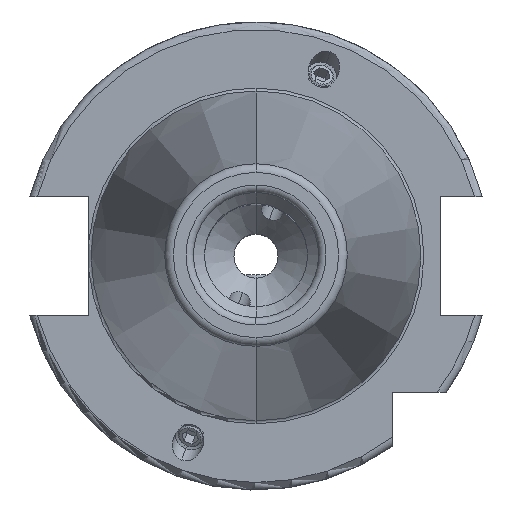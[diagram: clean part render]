
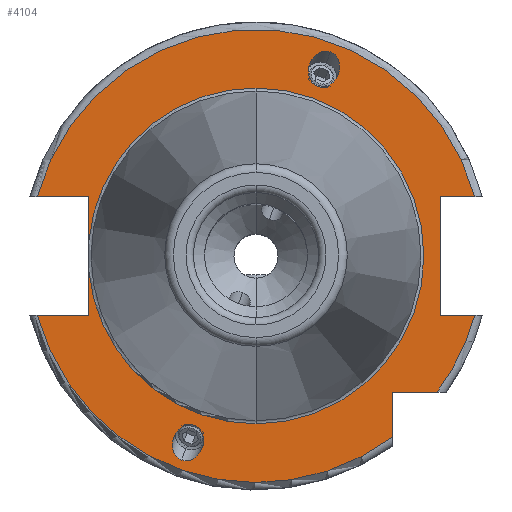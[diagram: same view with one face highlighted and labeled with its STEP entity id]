
A CAD part, top view. The second image highlights one B-rep face of the part: STEP entity #4104.
In plain terms, the highlighted planar face has unit normal (0, 0, 1).
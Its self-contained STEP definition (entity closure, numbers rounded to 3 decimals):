
#968=CARTESIAN_POINT('',(0,0,15.9));
#969=DIRECTION('',(0,0,1));
#970=DIRECTION('',(0.965,0.262,0));
#971=AXIS2_PLACEMENT_3D('',#968,#969,#970);
#1019=CARTESIAN_POINT('',(0,0,15.9));
#1020=DIRECTION('',(0,0,1));
#1021=DIRECTION('',(-0.965,-0.262,0));
#1022=AXIS2_PLACEMENT_3D('',#1019,#1020,#1021);
#1035=DIRECTION('',(1,0,0));
#1036=VECTOR('',#1035,7.004);
#1037=CARTESIAN_POINT('',(-29.704,-8.05,15.9));
#1038=LINE('',#1037,#1036);
#1039=DIRECTION('',(0,1,0));
#1040=VECTOR('',#1039,5.917);
#1041=CARTESIAN_POINT('',(-22.7,-8.05,15.9));
#1042=LINE('',#1041,#1040);
#1043=DIRECTION('',(0,1,0));
#1044=VECTOR('',#1043,5.917);
#1045=CARTESIAN_POINT('',(-22.7,2.133,15.9));
#1046=LINE('',#1045,#1044);
#1047=DIRECTION('',(1,0,0));
#1048=VECTOR('',#1047,7.004);
#1049=CARTESIAN_POINT('',(-29.704,8.05,15.9));
#1050=LINE('',#1049,#1048);
#1051=DIRECTION('',(-1,0,0));
#1052=VECTOR('',#1051,4.704);
#1053=CARTESIAN_POINT('',(29.704,8.05,15.9));
#1054=LINE('',#1053,#1052);
#1055=DIRECTION('',(0,-1,0));
#1056=VECTOR('',#1055,16.1);
#1057=CARTESIAN_POINT('',(25,8.05,15.9));
#1058=LINE('',#1057,#1056);
#1059=DIRECTION('',(-1,0,0));
#1060=VECTOR('',#1059,4.704);
#1061=CARTESIAN_POINT('',(29.704,-8.05,15.9));
#1062=LINE('',#1061,#1060);
#1063=CARTESIAN_POINT('',(0,0,15.9));
#1064=DIRECTION('',(0,0,1));
#1065=DIRECTION('',(0.799,-0.601,0));
#1066=AXIS2_PLACEMENT_3D('',#1063,#1064,#1065);
#1068=DIRECTION('',(-1,0,0));
#1069=VECTOR('',#1068,6.094);
#1070=CARTESIAN_POINT('',(24.594,-18.5,15.9));
#1071=LINE('',#1070,#1069);
#1072=DIRECTION('',(0,1,0));
#1073=VECTOR('',#1072,6.094);
#1074=CARTESIAN_POINT('',(18.5,-24.594,15.9));
#1075=LINE('',#1074,#1073);
#1076=CARTESIAN_POINT('',(10.09,27.723,15.9));
#1077=CARTESIAN_POINT('',(9.863,27.806,15.9));
#1078=CARTESIAN_POINT('',(9.337,27.884,15.9));
#1079=CARTESIAN_POINT('',(8.455,27.594,15.9));
#1080=CARTESIAN_POINT('',(7.834,27.033,15.9));
#1081=CARTESIAN_POINT('',(7.483,26.49,15.9));
#1082=CARTESIAN_POINT('',(7.298,26.077,15.9));
#1083=CARTESIAN_POINT('',(7.174,25.641,15.9));
#1084=CARTESIAN_POINT('',(7.094,25.,15.9));
#1085=CARTESIAN_POINT('',(7.208,24.17,15.9));
#1086=CARTESIAN_POINT('',(7.698,23.381,15.9));
#1087=CARTESIAN_POINT('',(8.152,23.103,15.9));
#1088=CARTESIAN_POINT('',(8.379,23.02,15.9));
#1090=CARTESIAN_POINT('',(8.379,23.02,15.9));
#1091=CARTESIAN_POINT('',(8.606,22.937,15.9));
#1092=CARTESIAN_POINT('',(9.133,22.859,15.9));
#1093=CARTESIAN_POINT('',(10.014,23.149,15.9));
#1094=CARTESIAN_POINT('',(10.635,23.711,15.9));
#1095=CARTESIAN_POINT('',(10.986,24.253,15.9));
#1096=CARTESIAN_POINT('',(11.171,24.667,15.9));
#1097=CARTESIAN_POINT('',(11.295,25.103,15.9));
#1098=CARTESIAN_POINT('',(11.375,25.744,15.9));
#1099=CARTESIAN_POINT('',(11.261,26.573,15.9));
#1100=CARTESIAN_POINT('',(10.771,27.362,15.9));
#1101=CARTESIAN_POINT('',(10.318,27.641,15.9));
#1102=CARTESIAN_POINT('',(10.09,27.723,15.9));
#1104=CARTESIAN_POINT('',(-10.09,-27.723,15.9));
#1105=CARTESIAN_POINT('',(-10.318,-27.641,15.9));
#1106=CARTESIAN_POINT('',(-10.771,-27.362,15.9));
#1107=CARTESIAN_POINT('',(-11.261,-26.573,15.9));
#1108=CARTESIAN_POINT('',(-11.375,-25.744,15.9));
#1109=CARTESIAN_POINT('',(-11.295,-25.103,15.9));
#1110=CARTESIAN_POINT('',(-11.171,-24.667,15.9));
#1111=CARTESIAN_POINT('',(-10.986,-24.253,15.9));
#1112=CARTESIAN_POINT('',(-10.635,-23.711,15.9));
#1113=CARTESIAN_POINT('',(-10.014,-23.149,15.9));
#1114=CARTESIAN_POINT('',(-9.133,-22.859,15.9));
#1115=CARTESIAN_POINT('',(-8.606,-22.937,15.9));
#1116=CARTESIAN_POINT('',(-8.379,-23.02,15.9));
#1118=CARTESIAN_POINT('',(-8.379,-23.02,15.9));
#1119=CARTESIAN_POINT('',(-8.152,-23.103,15.9));
#1120=CARTESIAN_POINT('',(-7.698,-23.381,15.9));
#1121=CARTESIAN_POINT('',(-7.208,-24.17,15.9));
#1122=CARTESIAN_POINT('',(-7.094,-25.,15.9));
#1123=CARTESIAN_POINT('',(-7.174,-25.641,15.9));
#1124=CARTESIAN_POINT('',(-7.298,-26.077,15.9));
#1125=CARTESIAN_POINT('',(-7.483,-26.49,15.9));
#1126=CARTESIAN_POINT('',(-7.834,-27.033,15.9));
#1127=CARTESIAN_POINT('',(-8.455,-27.594,15.9));
#1128=CARTESIAN_POINT('',(-9.337,-27.884,15.9));
#1129=CARTESIAN_POINT('',(-9.863,-27.806,15.9));
#1130=CARTESIAN_POINT('',(-10.09,-27.723,15.9));
#1142=CARTESIAN_POINT('',(0,0,15.9));
#1143=DIRECTION('',(0,0,1));
#1144=DIRECTION('',(0,1,0));
#1145=AXIS2_PLACEMENT_3D('',#1142,#1143,#1144);
#1157=CARTESIAN_POINT('',(0,0,15.9));
#1158=DIRECTION('',(0,0,1));
#1159=DIRECTION('',(-0.996,-0.094,0));
#1160=AXIS2_PLACEMENT_3D('',#1157,#1158,#1159);
#1162=CARTESIAN_POINT('',(0,0,15.9));
#1163=DIRECTION('',(0,0,-1));
#1164=DIRECTION('',(0,1,0));
#1165=AXIS2_PLACEMENT_3D('',#1162,#1163,#1164);
#2726=CARTESIAN_POINT('',(0,22.8,15.9));
#2728=VERTEX_POINT('',#2726);
#2748=CARTESIAN_POINT('',(0,-22.8,15.9));
#2750=VERTEX_POINT('',#2748);
#2896=CARTESIAN_POINT('',(-29.704,-8.05,15.9));
#2897=CARTESIAN_POINT('',(-22.7,-8.05,15.9));
#2898=VERTEX_POINT('',#2896);
#2899=VERTEX_POINT('',#2897);
#2900=CARTESIAN_POINT('',(-22.7,-2.133,15.9));
#2901=VERTEX_POINT('',#2900);
#2902=CARTESIAN_POINT('',(-22.7,2.133,15.9));
#2903=CARTESIAN_POINT('',(-22.7,8.05,15.9));
#2904=VERTEX_POINT('',#2902);
#2905=VERTEX_POINT('',#2903);
#2906=CARTESIAN_POINT('',(-29.704,8.05,15.9));
#2907=VERTEX_POINT('',#2906);
#2908=CARTESIAN_POINT('',(25,8.05,15.9));
#2909=CARTESIAN_POINT('',(25,-8.05,15.9));
#2910=VERTEX_POINT('',#2908);
#2911=VERTEX_POINT('',#2909);
#2912=CARTESIAN_POINT('',(29.704,-8.05,15.9));
#2913=VERTEX_POINT('',#2912);
#2914=CARTESIAN_POINT('',(29.704,8.05,15.9));
#2915=VERTEX_POINT('',#2914);
#2916=CARTESIAN_POINT('',(18.5,-24.594,15.9));
#2917=CARTESIAN_POINT('',(18.5,-18.5,15.9));
#2918=VERTEX_POINT('',#2916);
#2919=VERTEX_POINT('',#2917);
#2920=CARTESIAN_POINT('',(24.594,-18.5,15.9));
#2921=VERTEX_POINT('',#2920);
#3010=VERTEX_POINT('',#1076);
#3011=VERTEX_POINT('',#1088);
#3067=CARTESIAN_POINT('',(-10.09,-27.723,15.9));
#3069=VERTEX_POINT('',#3067);
#3074=CARTESIAN_POINT('',(-8.379,-23.02,15.9));
#3075=VERTEX_POINT('',#3074);
#4065=CARTESIAN_POINT('',(0,0,15.9));
#4066=DIRECTION('',(0,0,-1));
#4067=DIRECTION('',(0,-1,0));
#4068=AXIS2_PLACEMENT_3D('',#4065,#4066,#4067);
#4069=PLANE('',#4068);
#4070=ORIENTED_EDGE('',*,*,#3352,.T.);
#4071=ORIENTED_EDGE('',*,*,#3390,.T.);
#4073=ORIENTED_EDGE('',*,*,#4072,.T.);
#4075=ORIENTED_EDGE('',*,*,#4074,.F.);
#4077=ORIENTED_EDGE('',*,*,#4076,.T.);
#4078=ORIENTED_EDGE('',*,*,#3386,.T.);
#4079=ORIENTED_EDGE('',*,*,#3423,.F.);
#4080=ORIENTED_EDGE('',*,*,#4043,.F.);
#4082=ORIENTED_EDGE('',*,*,#4081,.T.);
#4084=ORIENTED_EDGE('',*,*,#4083,.T.);
#4085=ORIENTED_EDGE('',*,*,#3302,.F.);
#4086=ORIENTED_EDGE('',*,*,#4033,.F.);
#4087=ORIENTED_EDGE('',*,*,#3476,.T.);
#4088=ORIENTED_EDGE('',*,*,#3527,.F.);
#4089=ORIENTED_EDGE('',*,*,#4059,.F.);
#4090=EDGE_LOOP('',(#4070,#4071,#4073,#4075,#4077,#4078,#4079,#4080,#4082,#4084,
#4085,#4086,#4087,#4088,#4089));
#4091=FACE_OUTER_BOUND('',#4090,.F.);
#4093=ORIENTED_EDGE('',*,*,#4092,.T.);
#4095=ORIENTED_EDGE('',*,*,#4094,.T.);
#4096=EDGE_LOOP('',(#4093,#4095));
#4097=FACE_BOUND('',#4096,.F.);
#4099=ORIENTED_EDGE('',*,*,#4098,.F.);
#4101=ORIENTED_EDGE('',*,*,#4100,.F.);
#4102=EDGE_LOOP('',(#4099,#4101));
#4103=FACE_BOUND('',#4102,.F.);
#4104=ADVANCED_FACE('',(#4091,#4097,#4103),#4069,.F.);
#972=CIRCLE('',#971,30.775);
#1023=CIRCLE('',#1022,30.775);
#1067=CIRCLE('',#1066,30.775);
#1089=B_SPLINE_CURVE_WITH_KNOTS('',3,(#1076,#1077,#1078,#1079,#1080,#1081,#1082,
#1083,#1084,#1085,#1086,#1087,#1088),.UNSPECIFIED.,.F.,.F.,(4,1,1,1,1,1,1,1,1,1,
4),(0,0.125,0.25,0.375,0.438,0.5,0.563,0.625,0.75,0.875,
1.0),.UNSPECIFIED.);
#1103=B_SPLINE_CURVE_WITH_KNOTS('',3,(#1090,#1091,#1092,#1093,#1094,#1095,#1096,
#1097,#1098,#1099,#1100,#1101,#1102),.UNSPECIFIED.,.F.,.F.,(4,1,1,1,1,1,1,1,1,1,
4),(0,0.125,0.25,0.375,0.438,0.5,0.563,0.625,0.75,0.875,
1.0),.UNSPECIFIED.);
#1117=B_SPLINE_CURVE_WITH_KNOTS('',3,(#1104,#1105,#1106,#1107,#1108,#1109,#1110,
#1111,#1112,#1113,#1114,#1115,#1116),.UNSPECIFIED.,.F.,.F.,(4,1,1,1,1,1,1,1,1,1,
4),(0,0.125,0.25,0.375,0.438,0.5,0.563,0.625,0.75,0.875,
1.0),.UNSPECIFIED.);
#1131=B_SPLINE_CURVE_WITH_KNOTS('',3,(#1118,#1119,#1120,#1121,#1122,#1123,#1124,
#1125,#1126,#1127,#1128,#1129,#1130),.UNSPECIFIED.,.F.,.F.,(4,1,1,1,1,1,1,1,1,1,
4),(0,0.125,0.25,0.375,0.438,0.5,0.563,0.625,0.75,0.875,
1.0),.UNSPECIFIED.);
#1146=CIRCLE('',#1145,22.8);
#1161=CIRCLE('',#1160,22.8);
#1166=CIRCLE('',#1165,22.8);
#3302=EDGE_CURVE('',#2913,#2911,#1062,.T.);
#3352=EDGE_CURVE('',#2898,#2899,#1038,.T.);
#3386=EDGE_CURVE('',#2904,#2905,#1046,.T.);
#3390=EDGE_CURVE('',#2899,#2901,#1042,.T.);
#3423=EDGE_CURVE('',#2907,#2905,#1050,.T.);
#3476=EDGE_CURVE('',#2921,#2919,#1071,.T.);
#3527=EDGE_CURVE('',#2918,#2919,#1075,.T.);
#4033=EDGE_CURVE('',#2921,#2913,#1067,.T.);
#4043=EDGE_CURVE('',#2915,#2907,#972,.T.);
#4059=EDGE_CURVE('',#2898,#2918,#1023,.T.);
#4072=EDGE_CURVE('',#2901,#2750,#1161,.T.);
#4074=EDGE_CURVE('',#2728,#2750,#1166,.T.);
#4076=EDGE_CURVE('',#2728,#2904,#1146,.T.);
#4081=EDGE_CURVE('',#2915,#2910,#1054,.T.);
#4083=EDGE_CURVE('',#2910,#2911,#1058,.T.);
#4092=EDGE_CURVE('',#3010,#3011,#1089,.T.);
#4094=EDGE_CURVE('',#3011,#3010,#1103,.T.);
#4098=EDGE_CURVE('',#3069,#3075,#1117,.T.);
#4100=EDGE_CURVE('',#3075,#3069,#1131,.T.);
